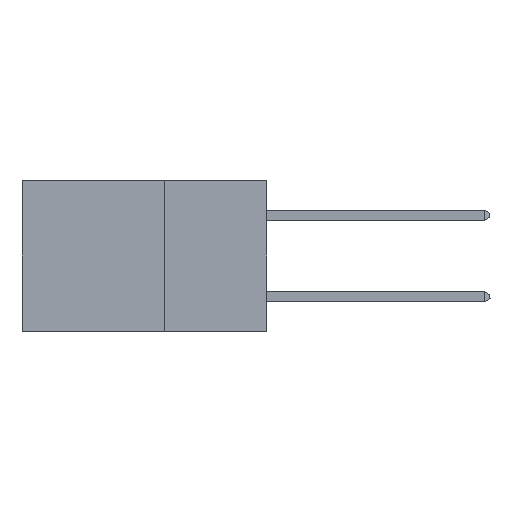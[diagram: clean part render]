
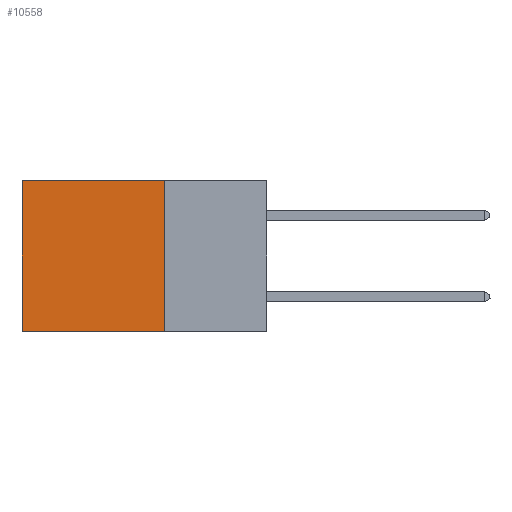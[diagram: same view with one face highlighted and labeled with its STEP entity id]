
A CAD part, left-side view. The second image highlights one B-rep face of the part: STEP entity #10558.
In plain terms, the highlighted planar face has unit normal (-1, 0, 0).
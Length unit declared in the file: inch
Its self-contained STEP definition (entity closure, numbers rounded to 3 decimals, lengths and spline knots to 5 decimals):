
#2141 = CARTESIAN_POINT ( 'NONE',  ( 0.2875, 0.6, -0.37 ) ) ;
#2610 = CARTESIAN_POINT ( 'NONE',  ( 0.2875, 0.25, 0. ) ) ;
#3794 = VECTOR ( 'NONE', #14912, 39.37008 ) ;
#4665 = CARTESIAN_POINT ( 'NONE',  ( 0.2875, 0.25, 0. ) ) ;
#4876 = LINE ( 'NONE', #26075, #20885 ) ;
#5231 = EDGE_CURVE ( 'NONE', #24438, #26071, #19174, .T. ) ;
#5537 = EDGE_LOOP ( 'NONE', ( #18026, #28120, #5820, #30414 ) ) ;
#5820 = ORIENTED_EDGE ( 'NONE', *, *, #28996, .F. ) ;
#7335 = DIRECTION ( 'NONE',  ( 1., 0., 0. ) ) ;
#9633 = VECTOR ( 'NONE', #28170, 39.37008 ) ;
#9811 = PLANE ( 'NONE',  #23787 ) ;
#10558 = ADVANCED_FACE ( 'NONE', ( #23673 ), #9811, .F. ) ;
#10644 = VERTEX_POINT ( 'NONE', #4665 ) ;
#12613 = VERTEX_POINT ( 'NONE', #13971 ) ;
#13405 = CARTESIAN_POINT ( 'NONE',  ( 0.2875, 0.6, 0. ) ) ;
#13971 = CARTESIAN_POINT ( 'NONE',  ( 0.2875, 0.25, -0.37 ) ) ;
#14829 = DIRECTION ( 'NONE',  ( 0., 1., 0. ) ) ;
#14912 = DIRECTION ( 'NONE',  ( 0., 1., 0. ) ) ;
#16406 = DIRECTION ( 'NONE',  ( 0., 0., -1. ) ) ;
#16966 = CARTESIAN_POINT ( 'NONE',  ( 0.2875, 0.25, 0. ) ) ;
#17547 = CARTESIAN_POINT ( 'NONE',  ( 0.2875, 0.25, -0.37 ) ) ;
#18026 = ORIENTED_EDGE ( 'NONE', *, *, #5231, .T. ) ;
#19174 = LINE ( 'NONE', #13405, #9633 ) ;
#20558 = LINE ( 'NONE', #17547, #3794 ) ;
#20885 = VECTOR ( 'NONE', #16406, 39.37008 ) ;
#21813 = DIRECTION ( 'NONE',  ( 0., 0., -1. ) ) ;
#22302 = EDGE_CURVE ( 'NONE', #12613, #26071, #20558, .T. ) ;
#22620 = VECTOR ( 'NONE', #14829, 39.37008 ) ;
#23673 = FACE_OUTER_BOUND ( 'NONE', #5537, .T. ) ;
#23787 = AXIS2_PLACEMENT_3D ( 'NONE', #16966, #7335, #21813 ) ;
#24438 = VERTEX_POINT ( 'NONE', #28052 ) ;
#26071 = VERTEX_POINT ( 'NONE', #2141 ) ;
#26075 = CARTESIAN_POINT ( 'NONE',  ( 0.2875, 0.25, 0. ) ) ;
#28052 = CARTESIAN_POINT ( 'NONE',  ( 0.2875, 0.6, 0. ) ) ;
#28120 = ORIENTED_EDGE ( 'NONE', *, *, #22302, .F. ) ;
#28170 = DIRECTION ( 'NONE',  ( 0., 0., -1. ) ) ;
#28996 = EDGE_CURVE ( 'NONE', #10644, #12613, #4876, .T. ) ;
#30284 = LINE ( 'NONE', #2610, #22620 ) ;
#30414 = ORIENTED_EDGE ( 'NONE', *, *, #31039, .T. ) ;
#31039 = EDGE_CURVE ( 'NONE', #10644, #24438, #30284, .T. ) ;
